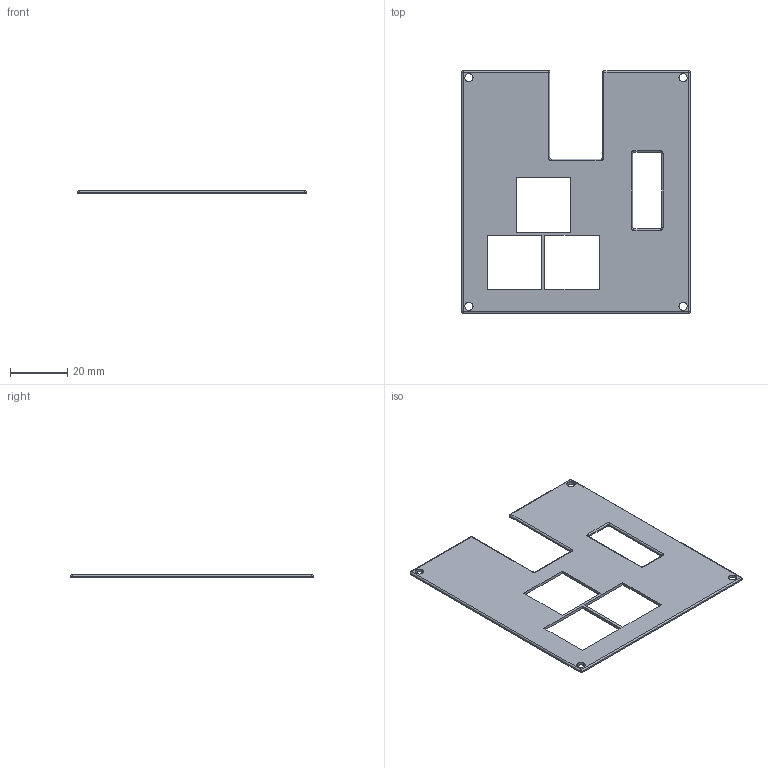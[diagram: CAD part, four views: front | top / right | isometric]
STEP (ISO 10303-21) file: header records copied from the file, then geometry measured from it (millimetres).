
FILE_DESCRIPTION(/* description */ (''),/* implementation_level */ '2;1');
FILE_NAME(/* name */ '0c44cdc3-974e-4a06-a53c-86d979c9fce5.stp',/* time_stamp */ '2026-02-12T14:43:46Z',/* author */ (''),/* organization */ (''),/* preprocessor_version */ 'ST-DEVELOPER v20.1',/* originating_system */ 'Autodesk Translation Framework v14.24.0.0',/* authorisation */ '');
FILE_SCHEMA (('AUTOMOTIVE_DESIGN { 1 0 10303 214 3 1 1 }'));
Length unit declared in the file: millimetre
Products named in the file (1): 2025-12-11-15-33-41-186
Bounding box: 80 x 85 x 1 mm (x, y, z)
Volume: 4812.1 mm3; surface area: 10303.2 mm2
Topology: 1 solids, 1 shells, 66 faces, 162 edges, 98 vertices
Faces by surface type: cylinder 28, plane 26, torus 6, sphere 6
Full cylindrical faces by diameter (mm): 2.9 x4
Entity records: 1993 total; most frequent: DIRECTION 358, CARTESIAN_POINT 327, ORIENTED_EDGE 324, EDGE_CURVE 162, AXIS2_PLACEMENT_3D 129, LINE 100, VECTOR 100, VERTEX_POINT 98
